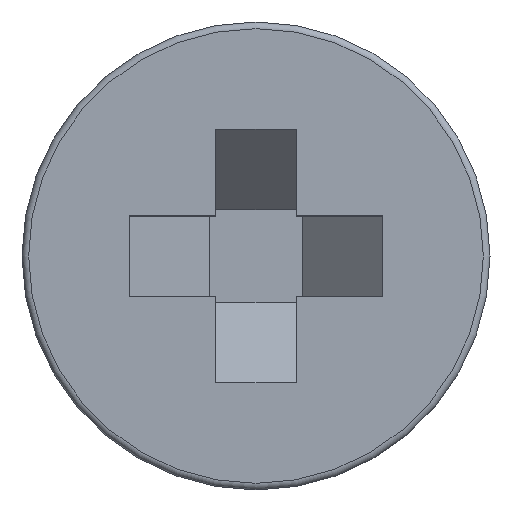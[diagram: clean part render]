
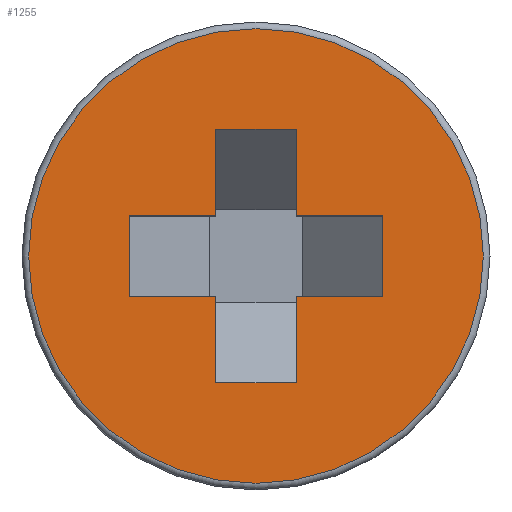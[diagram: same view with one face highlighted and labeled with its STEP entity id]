
A CAD part, top view. The second image highlights one B-rep face of the part: STEP entity #1255.
In plain terms, the highlighted planar face has unit normal (0, 0, 1).
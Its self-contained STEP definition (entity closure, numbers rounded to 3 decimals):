
#15=FACE_BOUND('',#174,.T.);
#39=PLANE('',#1343);
#106=FACE_OUTER_BOUND('',#173,.T.);
#173=EDGE_LOOP('',(#1133));
#174=EDGE_LOOP('',(#1134,#1135,#1136,#1137,#1138,#1139,#1140,#1141,#1142,
#1143,#1144,#1145));
#181=CIRCLE('',#1339,1.704);
#321=LINE('',#4543,#411);
#337=LINE('',#4575,#427);
#343=LINE('',#4587,#433);
#349=LINE('',#4599,#439);
#352=LINE('',#4604,#442);
#353=LINE('',#4606,#443);
#355=LINE('',#4610,#445);
#356=LINE('',#4612,#446);
#357=LINE('',#4615,#447);
#359=LINE('',#4618,#449);
#360=LINE('',#4621,#450);
#362=LINE('',#4624,#452);
#411=VECTOR('',#1499,10.);
#427=VECTOR('',#1521,10.);
#433=VECTOR('',#1531,10.);
#439=VECTOR('',#1541,10.);
#442=VECTOR('',#1546,10.);
#443=VECTOR('',#1549,10.);
#445=VECTOR('',#1553,10.);
#446=VECTOR('',#1556,10.);
#447=VECTOR('',#1559,10.);
#449=VECTOR('',#1563,10.);
#450=VECTOR('',#1566,10.);
#452=VECTOR('',#1570,10.);
#550=VERTEX_POINT('',#4540);
#551=VERTEX_POINT('',#4542);
#563=VERTEX_POINT('',#4572);
#564=VERTEX_POINT('',#4574);
#567=VERTEX_POINT('',#4584);
#568=VERTEX_POINT('',#4586);
#571=VERTEX_POINT('',#4596);
#572=VERTEX_POINT('',#4598);
#573=VERTEX_POINT('',#4602);
#574=VERTEX_POINT('',#4608);
#575=VERTEX_POINT('',#4614);
#576=VERTEX_POINT('',#4620);
#577=VERTEX_POINT('',#4626);
#722=EDGE_CURVE('',#551,#550,#321,.T.);
#738=EDGE_CURVE('',#564,#563,#337,.T.);
#744=EDGE_CURVE('',#568,#567,#343,.T.);
#750=EDGE_CURVE('',#572,#571,#349,.T.);
#753=EDGE_CURVE('',#571,#573,#352,.T.);
#754=EDGE_CURVE('',#573,#568,#353,.T.);
#756=EDGE_CURVE('',#567,#574,#355,.T.);
#757=EDGE_CURVE('',#574,#564,#356,.T.);
#758=EDGE_CURVE('',#575,#572,#357,.T.);
#760=EDGE_CURVE('',#550,#575,#359,.T.);
#761=EDGE_CURVE('',#576,#551,#360,.T.);
#763=EDGE_CURVE('',#563,#576,#362,.T.);
#764=EDGE_CURVE('',#577,#577,#181,.T.);
#1133=ORIENTED_EDGE('',*,*,#764,.F.);
#1134=ORIENTED_EDGE('',*,*,#757,.T.);
#1135=ORIENTED_EDGE('',*,*,#738,.T.);
#1136=ORIENTED_EDGE('',*,*,#763,.T.);
#1137=ORIENTED_EDGE('',*,*,#761,.T.);
#1138=ORIENTED_EDGE('',*,*,#722,.T.);
#1139=ORIENTED_EDGE('',*,*,#760,.T.);
#1140=ORIENTED_EDGE('',*,*,#758,.T.);
#1141=ORIENTED_EDGE('',*,*,#750,.T.);
#1142=ORIENTED_EDGE('',*,*,#753,.T.);
#1143=ORIENTED_EDGE('',*,*,#754,.T.);
#1144=ORIENTED_EDGE('',*,*,#744,.T.);
#1145=ORIENTED_EDGE('',*,*,#756,.T.);
#1255=ADVANCED_FACE('',(#106,#15),#39,.T.);
#1339=AXIS2_PLACEMENT_3D('',#4627,#1573,#1574);
#1343=AXIS2_PLACEMENT_3D('',#4633,#1582,#1583);
#1499=DIRECTION('',(1.,0.,0.));
#1521=DIRECTION('',(0.,1.,0.));
#1531=DIRECTION('',(-1.,0.,0.));
#1541=DIRECTION('',(0.,-1.,0.));
#1546=DIRECTION('',(1.,0.,0.));
#1549=DIRECTION('',(0.,-1.,0.));
#1553=DIRECTION('',(0.,-1.,0.));
#1556=DIRECTION('',(-1.,0.,0.));
#1559=DIRECTION('',(1.,0.,0.));
#1563=DIRECTION('',(0.,1.,0.));
#1566=DIRECTION('',(0.,1.,0.));
#1570=DIRECTION('',(-1.,0.,0.));
#1573=DIRECTION('center_axis',(0.,0.,-1.));
#1574=DIRECTION('ref_axis',(-1.,0.,0.));
#1582=DIRECTION('center_axis',(0.,0.,1.));
#1583=DIRECTION('ref_axis',(1.,0.,0.));
#4540=CARTESIAN_POINT('',(-0.3,0.3,0.));
#4542=CARTESIAN_POINT('',(-0.95,0.3,0.));
#4543=CARTESIAN_POINT('',(-0.475,0.3,0.));
#4572=CARTESIAN_POINT('',(-0.3,-0.3,0.));
#4574=CARTESIAN_POINT('',(-0.3,-0.95,0.));
#4575=CARTESIAN_POINT('',(-0.3,-0.475,0.));
#4584=CARTESIAN_POINT('',(0.3,-0.3,0.));
#4586=CARTESIAN_POINT('',(0.95,-0.3,0.));
#4587=CARTESIAN_POINT('',(0.475,-0.3,0.));
#4596=CARTESIAN_POINT('',(0.3,0.3,0.));
#4598=CARTESIAN_POINT('',(0.3,0.95,0.));
#4599=CARTESIAN_POINT('',(0.3,0.475,0.));
#4602=CARTESIAN_POINT('',(0.95,0.3,0.));
#4604=CARTESIAN_POINT('',(0.15,0.3,0.));
#4606=CARTESIAN_POINT('',(0.95,0.15,0.));
#4608=CARTESIAN_POINT('',(0.3,-0.95,0.));
#4610=CARTESIAN_POINT('',(0.3,-0.15,0.));
#4612=CARTESIAN_POINT('',(0.15,-0.95,0.));
#4614=CARTESIAN_POINT('',(-0.3,0.95,0.));
#4615=CARTESIAN_POINT('',(-0.15,0.95,0.));
#4618=CARTESIAN_POINT('',(-0.3,0.15,0.));
#4620=CARTESIAN_POINT('',(-0.95,-0.3,0.));
#4621=CARTESIAN_POINT('',(-0.95,-0.15,0.));
#4624=CARTESIAN_POINT('',(-0.15,-0.3,0.));
#4626=CARTESIAN_POINT('',(-1.704,0.,0.));
#4627=CARTESIAN_POINT('Origin',(0.,0.,0.));
#4633=CARTESIAN_POINT('Origin',(0.,0.,0.));
